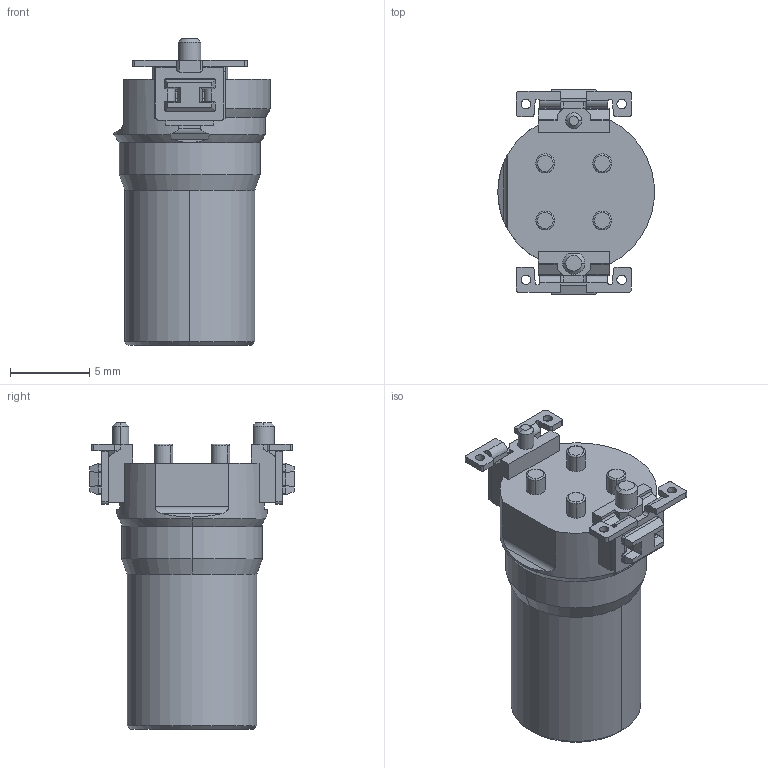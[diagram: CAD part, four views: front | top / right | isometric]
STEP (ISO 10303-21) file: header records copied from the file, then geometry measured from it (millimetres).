
FILE_DESCRIPTION((''),'2;1');
FILE_NAME('1411918','2018-06-12T',('cosa01'),(''),'PRO/ENGINEER BY PARAMETRIC TECHNOLOGY CORPORATION, 2014200','PRO/ENGINEER BY PARAMETRIC TECHNOLOGY CORPORATION, 2014200','');
FILE_SCHEMA(('AUTOMOTIVE_DESIGN { 1 0 10303 214 1 1 1 1 }'));
Length unit declared in the file: millimetre
Products named in the file (1): 1411918
Bounding box: 9.88 x 12.9 x 19.35 mm (x, y, z)
Volume: 937.4 mm3; surface area: 993.6 mm2
Topology: 1 solids, 1 shells, 548 faces, 1475 edges, 947 vertices
Faces by surface type: plane 367, cylinder 153, cone 20, torus 8
Entity records: 17336 total; most frequent: CARTESIAN_POINT 3322, ORIENTED_EDGE 2950, DIRECTION 2823, EDGE_CURVE 1475, VECTOR 1075, LINE 1075, VERTEX_POINT 947, AXIS2_PLACEMENT_3D 874
